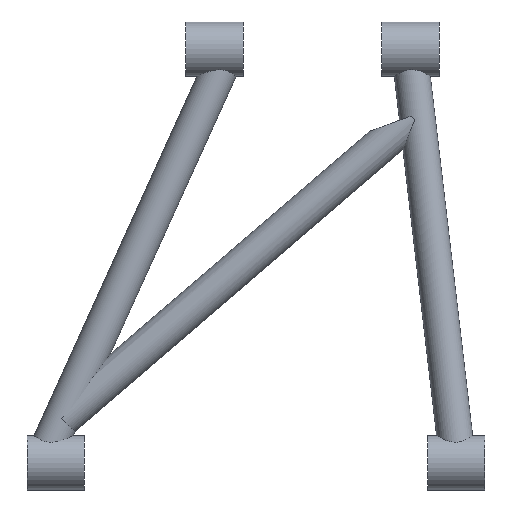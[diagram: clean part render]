
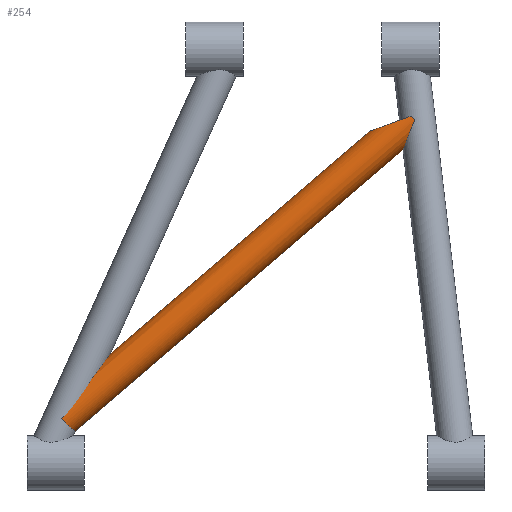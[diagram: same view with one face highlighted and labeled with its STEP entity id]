
A CAD part, left-side view. The second image highlights one B-rep face of the part: STEP entity #254.
In plain terms, the highlighted cylindrical face has radius 12.5 mm (diameter 25 mm), a full revolution.
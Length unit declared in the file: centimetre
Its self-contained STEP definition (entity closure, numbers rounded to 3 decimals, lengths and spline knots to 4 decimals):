
#37=FACE_BOUND('',#86,.T.);
#57=CYLINDRICAL_SURFACE('',#276,1.25);
#69=FACE_OUTER_BOUND('',#85,.T.);
#85=EDGE_LOOP('',(#201,#202,#203,#204));
#86=EDGE_LOOP('',(#205,#206,#207,#208));
#106=CIRCLE('',#271,1.25);
#107=CIRCLE('',#277,1.25);
#108=CIRCLE('',#279,1.25);
#109=CIRCLE('',#281,1.25);
#119=ELLIPSE('',#273,5.7823,1.25);
#121=ELLIPSE('',#275,1.2803,1.25);
#122=ELLIPSE('',#278,3.599,1.25);
#123=ELLIPSE('',#280,2.6598,1.25);
#130=VERTEX_POINT('',#390);
#131=VERTEX_POINT('',#391);
#132=VERTEX_POINT('',#395);
#133=VERTEX_POINT('',#397);
#135=VERTEX_POINT('',#465);
#136=VERTEX_POINT('',#466);
#137=VERTEX_POINT('',#468);
#138=VERTEX_POINT('',#470);
#160=EDGE_CURVE('',#131,#130,#106,.T.);
#161=EDGE_CURVE('',#131,#132,#119,.T.);
#163=EDGE_CURVE('',#133,#130,#121,.T.);
#165=EDGE_CURVE('',#133,#132,#107,.T.);
#166=EDGE_CURVE('',#135,#136,#122,.T.);
#167=EDGE_CURVE('',#135,#137,#108,.T.);
#168=EDGE_CURVE('',#138,#137,#123,.T.);
#169=EDGE_CURVE('',#138,#136,#109,.T.);
#201=ORIENTED_EDGE('',*,*,#161,.F.);
#202=ORIENTED_EDGE('',*,*,#160,.T.);
#203=ORIENTED_EDGE('',*,*,#163,.F.);
#204=ORIENTED_EDGE('',*,*,#165,.T.);
#205=ORIENTED_EDGE('',*,*,#166,.F.);
#206=ORIENTED_EDGE('',*,*,#167,.T.);
#207=ORIENTED_EDGE('',*,*,#168,.F.);
#208=ORIENTED_EDGE('',*,*,#169,.T.);
#254=ADVANCED_FACE('',(#69,#37),#57,.T.);
#271=AXIS2_PLACEMENT_3D('',#393,#314,#315);
#273=AXIS2_PLACEMENT_3D('',#396,#318,#319);
#275=AXIS2_PLACEMENT_3D('',#399,#322,#323);
#276=AXIS2_PLACEMENT_3D('',#463,#324,#325);
#277=AXIS2_PLACEMENT_3D('',#464,#326,#327);
#278=AXIS2_PLACEMENT_3D('',#467,#328,#329);
#279=AXIS2_PLACEMENT_3D('',#469,#330,#331);
#280=AXIS2_PLACEMENT_3D('',#471,#332,#333);
#281=AXIS2_PLACEMENT_3D('',#472,#334,#335);
#314=DIRECTION('center_axis',(0.,-0.759,0.651));
#315=DIRECTION('ref_axis',(-1.,0.014,0.016));
#318=DIRECTION('center_axis',(0.,0.8,0.6));
#319=DIRECTION('ref_axis',(0.,-0.6,0.8));
#322=DIRECTION('center_axis',(0.,0.6,-0.8));
#323=DIRECTION('ref_axis',(0.,-0.8,-0.6));
#324=DIRECTION('center_axis',(0.,-0.759,0.651));
#325=DIRECTION('ref_axis',(0.,-0.651,-0.759));
#326=DIRECTION('center_axis',(0.,-0.759,0.651));
#327=DIRECTION('ref_axis',(0.903,-0.28,-0.327));
#328=DIRECTION('center_axis',(0.,0.347,0.938));
#329=DIRECTION('ref_axis',(0.,-0.938,0.347));
#330=DIRECTION('center_axis',(0.,0.759,-0.651));
#331=DIRECTION('ref_axis',(0.991,0.089,0.103));
#332=DIRECTION('center_axis',(0.,-0.932,-0.364));
#333=DIRECTION('ref_axis',(0.,0.364,-0.932));
#334=DIRECTION('center_axis',(0.,0.759,-0.651));
#335=DIRECTION('ref_axis',(-0.987,-0.104,-0.122));
#390=CARTESIAN_POINT('',(-1.1283,27.2067,2.6529));
#391=CARTESIAN_POINT('',(-1.2497,27.5744,3.0812));
#393=CARTESIAN_POINT('Origin',(0.,27.5572,3.0612));
#395=CARTESIAN_POINT('',(1.2497,27.5744,3.0812));
#396=CARTESIAN_POINT('Origin',(0.,27.6476,2.9836));
#397=CARTESIAN_POINT('',(1.1283,27.2067,2.6529));
#399=CARTESIAN_POINT('Origin',(0.,27.6476,2.9836));
#463=CARTESIAN_POINT('Origin',(0.,27.5572,3.0612));
#464=CARTESIAN_POINT('Origin',(0.,27.5572,3.0612));
#465=CARTESIAN_POINT('',(1.2384,3.1605,24.2301));
#466=CARTESIAN_POINT('',(-1.2384,3.1605,24.2301));
#467=CARTESIAN_POINT('Origin',(0.,2.7017,24.4));
#468=CARTESIAN_POINT('',(1.2338,2.9193,23.9491));
#469=CARTESIAN_POINT('Origin',(0.,3.0498,24.1012));
#470=CARTESIAN_POINT('',(-1.2338,2.9193,23.9491));
#471=CARTESIAN_POINT('Origin',(0.,2.7643,24.3463));
#472=CARTESIAN_POINT('Origin',(0.,3.0498,24.1012));
